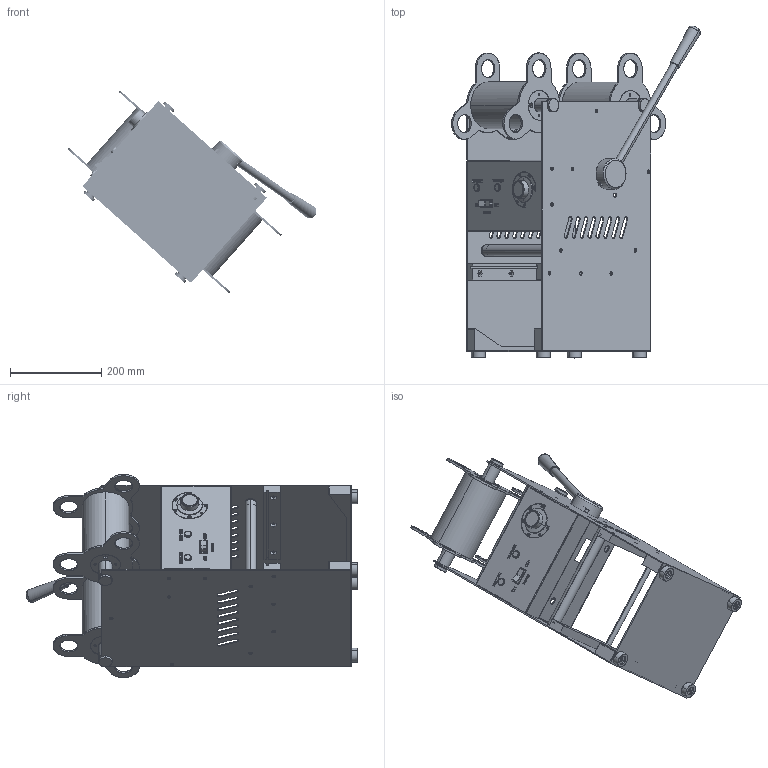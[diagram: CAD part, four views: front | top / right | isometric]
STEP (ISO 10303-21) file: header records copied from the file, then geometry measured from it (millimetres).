
FILE_DESCRIPTION(('FreeCAD Model'),'2;1');
FILE_NAME('Open CASCADE Shape Model','2025-05-07T16:31:34',('FreeCAD'),( 'FreeCAD'),'Open CASCADE STEP processor 7.6','FreeCAD','Unknown');
FILE_SCHEMA(('AUTOMOTIVE_DESIGN { 1 0 10303 214 1 1 1 1 }'));
Products named in the file (1): Open CASCADE STEP translator 7.6 1
Bounding box: 547.03 x 729.34 x 446.44 mm (x, y, z)
Surface area: 1959035 mm2 (no closed solid volume)
Topology: 0 solids, 1661 shells, 1661 faces, 26090 edges, 26076 vertices
Faces by surface type: bspline 1661
Entity records: 237669 total; most frequent: CARTESIAN_POINT 124797, ORIENTED_EDGE 26064, EDGE_CURVE 26064, VERTEX_POINT 26064, B_SPLINE_CURVE_WITH_KNOTS 24626, FACE_BOUND 2024, EDGE_LOOP 2024, SHELL_BASED_SURFACE_MODEL 1661
